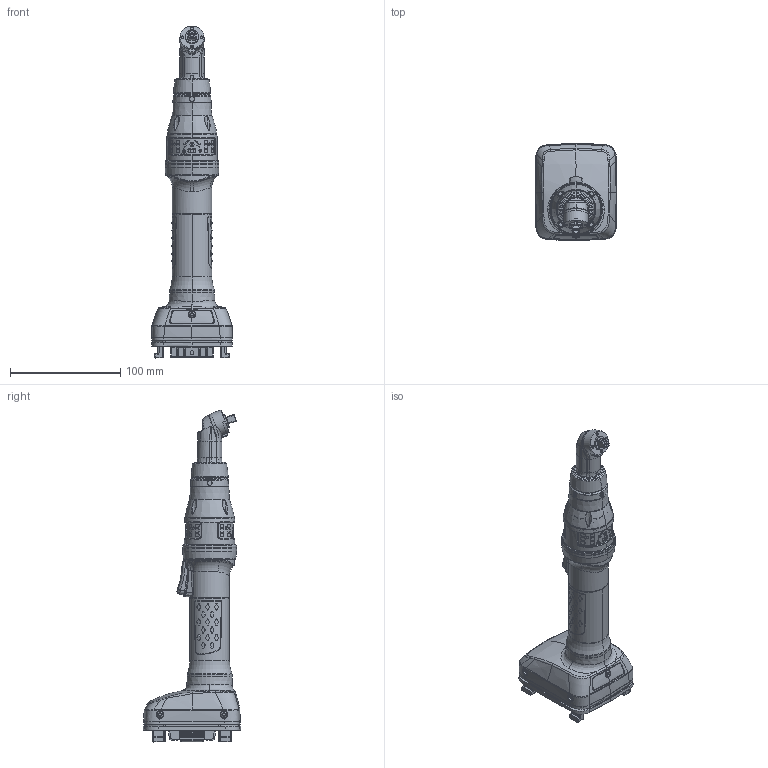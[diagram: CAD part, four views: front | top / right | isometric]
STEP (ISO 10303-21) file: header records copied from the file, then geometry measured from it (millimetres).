
FILE_DESCRIPTION((''),'2;1');
FILE_NAME('EXT_COMPP_SW0001','2022-03-31T09:11:03',('INEdipo'),(''),'CREO PARAMETRIC BY PTC INC, 2020281','CREO PARAMETRIC BY PTC INC, 2020281','');
FILE_SCHEMA(('CONFIG_CONTROL_DESIGN'));
Length unit declared in the file: inch
Products named in the file (1): EXT_COMPP_SW0001
Bounding box: 73.4 x 88.5 x 301.81 mm (x, y, z)
Volume: 465155.9 mm3; surface area: 75485.6 mm2
Topology: 2 solids, 7 shells, 3648 faces, 9271 edges, 5783 vertices
Faces by surface type: bspline 1238, plane 963, cylinder 747, extrusion 296, torus 218, cone 133, sphere 48, revolution 5
Entity records: 191809 total; most frequent: CARTESIAN_POINT 114385, ORIENTED_EDGE 18516, DIRECTION 12082, EDGE_CURVE 9258, VERTEX_POINT 5783, AXIS2_PLACEMENT_3D 4264, B_SPLINE_CURVE_WITH_KNOTS 4151, EDGE_LOOP 3839
